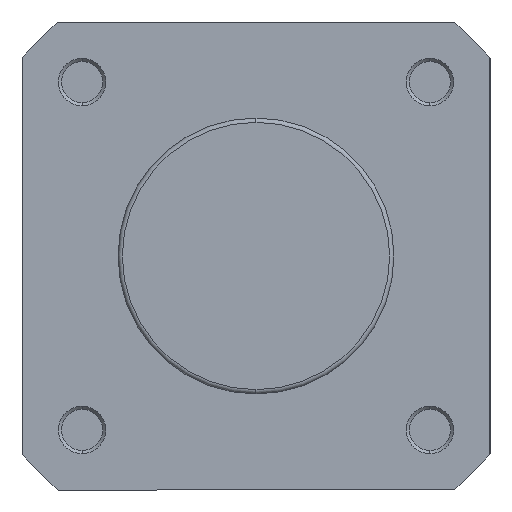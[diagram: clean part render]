
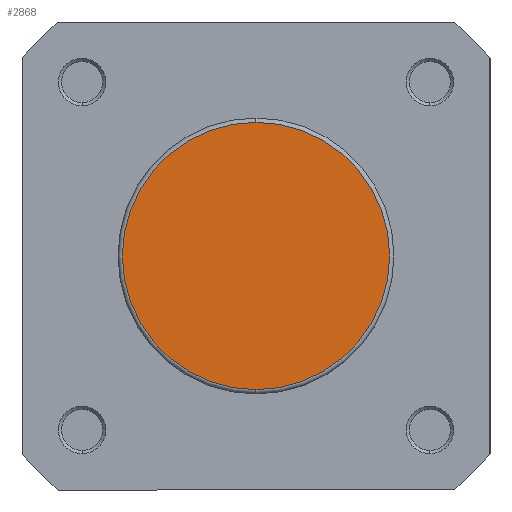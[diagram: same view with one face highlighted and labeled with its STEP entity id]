
A CAD part, left-side view. The second image highlights one B-rep face of the part: STEP entity #2868.
In plain terms, the highlighted planar face has unit normal (-1, 0, 0).
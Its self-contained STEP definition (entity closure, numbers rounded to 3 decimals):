
#516 = VERTEX_POINT ( 'NONE', #1566 ) ;
#519 = VERTEX_POINT ( 'NONE', #1556 ) ;
#826 = DIRECTION ( 'NONE',  ( 0., 0., -1. ) ) ;
#827 = DIRECTION ( 'NONE',  ( -1., 0., 0. ) ) ;
#828 = CARTESIAN_POINT ( 'NONE',  ( 0., 0., 0. ) ) ;
#1556 = CARTESIAN_POINT ( 'NONE',  ( 0., 0., 21.7 ) ) ;
#1566 = CARTESIAN_POINT ( 'NONE',  ( 0., 0., -21.7 ) ) ;
#1656 = DIRECTION ( 'NONE',  ( 0., 0., -1. ) ) ;
#1657 = DIRECTION ( 'NONE',  ( 1., 0., 0. ) ) ;
#1660 = PLANE ( 'NONE',  #2505 ) ;
#1661 = CARTESIAN_POINT ( 'NONE',  ( 0., 22.4, 0. ) ) ;
#2473 = AXIS2_PLACEMENT_3D ( 'NONE', #828, #827, #826 ) ;
#2505 = AXIS2_PLACEMENT_3D ( 'NONE', #1661, #1657, #1656 ) ;
#2868 = ADVANCED_FACE ( 'NONE', ( #5491 ), #1660, .F. ) ;
#3130 = CIRCLE ( 'NONE', #5220, 21.7 ) ;
#3359 = CIRCLE ( 'NONE', #2473, 21.7 ) ;
#3908 = EDGE_CURVE ( 'NONE', #516, #519, #3359, .T. ) ;
#4092 = EDGE_LOOP ( 'NONE', ( #4292, #4291 ) ) ;
#4291 = ORIENTED_EDGE ( 'NONE', *, *, #6208, .T. ) ;
#4292 = ORIENTED_EDGE ( 'NONE', *, *, #3908, .T. ) ;
#5220 = AXIS2_PLACEMENT_3D ( 'NONE', #6257, #6092, #5972 ) ;
#5491 = FACE_OUTER_BOUND ( 'NONE', #4092, .T. ) ;
#5972 = DIRECTION ( 'NONE',  ( 0., 0., -1. ) ) ;
#6092 = DIRECTION ( 'NONE',  ( -1., 0., 0. ) ) ;
#6208 = EDGE_CURVE ( 'NONE', #519, #516, #3130, .T. ) ;
#6257 = CARTESIAN_POINT ( 'NONE',  ( 0., 0., 0. ) ) ;
